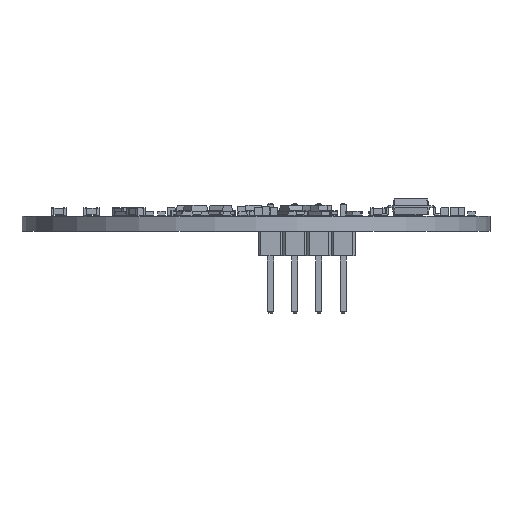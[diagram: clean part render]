
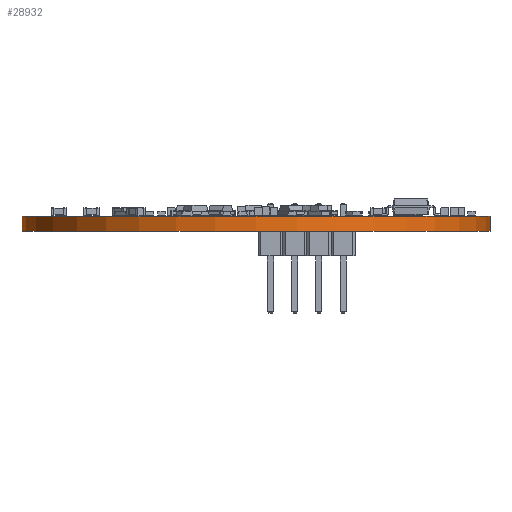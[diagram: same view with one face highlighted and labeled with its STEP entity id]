
A CAD part, front view. The second image highlights one B-rep face of the part: STEP entity #28932.
In plain terms, the highlighted cylindrical face has radius 24.558 mm (diameter 49.117 mm), a full revolution.
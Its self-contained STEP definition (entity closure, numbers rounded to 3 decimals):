
#28932 = ADVANCED_FACE('',(#28933),#28947,.T.);
#28933 = FACE_BOUND('',#28934,.F.);
#28934 = EDGE_LOOP('',(#28935,#28965,#28992,#28993));
#28935 = ORIENTED_EDGE('',*,*,#28936,.T.);
#28936 = EDGE_CURVE('',#28937,#28939,#28941,.T.);
#28937 = VERTEX_POINT('',#28938);
#28938 = CARTESIAN_POINT('',(24.812,0.508,0.));
#28939 = VERTEX_POINT('',#28940);
#28940 = CARTESIAN_POINT('',(24.812,0.508,1.6));
#28941 = SEAM_CURVE('',#28942,(#28946,#28958),.PCURVE_S1.);
#28942 = LINE('',#28943,#28944);
#28943 = CARTESIAN_POINT('',(24.812,0.508,0.));
#28944 = VECTOR('',#28945,1.);
#28945 = DIRECTION('',(0.,0.,1.));
#28946 = PCURVE('',#28947,#28952);
#28947 = CYLINDRICAL_SURFACE('',#28948,24.558);
#28948 = AXIS2_PLACEMENT_3D('',#28949,#28950,#28951);
#28949 = CARTESIAN_POINT('',(0.254,0.508,0.));
#28950 = DIRECTION('',(-0.,-0.,-1.));
#28951 = DIRECTION('',(1.,0.,-0.));
#28952 = DEFINITIONAL_REPRESENTATION('',(#28953),#28957);
#28953 = LINE('',#28954,#28955);
#28954 = CARTESIAN_POINT('',(-0.,0.));
#28955 = VECTOR('',#28956,1.);
#28956 = DIRECTION('',(-0.,-1.));
#28957 = ( GEOMETRIC_REPRESENTATION_CONTEXT(2) 
PARAMETRIC_REPRESENTATION_CONTEXT() REPRESENTATION_CONTEXT('2D SPACE',''
  ) );
#28958 = PCURVE('',#28947,#28959);
#28959 = DEFINITIONAL_REPRESENTATION('',(#28960),#28964);
#28960 = LINE('',#28961,#28962);
#28961 = CARTESIAN_POINT('',(-6.283,0.));
#28962 = VECTOR('',#28963,1.);
#28963 = DIRECTION('',(-0.,-1.));
#28964 = ( GEOMETRIC_REPRESENTATION_CONTEXT(2) 
PARAMETRIC_REPRESENTATION_CONTEXT() REPRESENTATION_CONTEXT('2D SPACE',''
  ) );
#28965 = ORIENTED_EDGE('',*,*,#28966,.T.);
#28966 = EDGE_CURVE('',#28939,#28939,#28967,.T.);
#28967 = SURFACE_CURVE('',#28968,(#28973,#28980),.PCURVE_S1.);
#28968 = CIRCLE('',#28969,24.558);
#28969 = AXIS2_PLACEMENT_3D('',#28970,#28971,#28972);
#28970 = CARTESIAN_POINT('',(0.254,0.508,1.6));
#28971 = DIRECTION('',(0.,0.,1.));
#28972 = DIRECTION('',(1.,0.,-0.));
#28973 = PCURVE('',#28947,#28974);
#28974 = DEFINITIONAL_REPRESENTATION('',(#28975),#28979);
#28975 = LINE('',#28976,#28977);
#28976 = CARTESIAN_POINT('',(-0.,-1.6));
#28977 = VECTOR('',#28978,1.);
#28978 = DIRECTION('',(-1.,0.));
#28979 = ( GEOMETRIC_REPRESENTATION_CONTEXT(2) 
PARAMETRIC_REPRESENTATION_CONTEXT() REPRESENTATION_CONTEXT('2D SPACE',''
  ) );
#28980 = PCURVE('',#28981,#28986);
#28981 = PLANE('',#28982);
#28982 = AXIS2_PLACEMENT_3D('',#28983,#28984,#28985);
#28983 = CARTESIAN_POINT('',(0.254,0.508,1.6));
#28984 = DIRECTION('',(0.,0.,1.));
#28985 = DIRECTION('',(1.,0.,-0.));
#28986 = DEFINITIONAL_REPRESENTATION('',(#28987),#28991);
#28987 = CIRCLE('',#28988,24.558);
#28988 = AXIS2_PLACEMENT_2D('',#28989,#28990);
#28989 = CARTESIAN_POINT('',(0.,0.));
#28990 = DIRECTION('',(1.,0.));
#28991 = ( GEOMETRIC_REPRESENTATION_CONTEXT(2) 
PARAMETRIC_REPRESENTATION_CONTEXT() REPRESENTATION_CONTEXT('2D SPACE',''
  ) );
#28992 = ORIENTED_EDGE('',*,*,#28936,.F.);
#28993 = ORIENTED_EDGE('',*,*,#28994,.F.);
#28994 = EDGE_CURVE('',#28937,#28937,#28995,.T.);
#28995 = SURFACE_CURVE('',#28996,(#29001,#29008),.PCURVE_S1.);
#28996 = CIRCLE('',#28997,24.558);
#28997 = AXIS2_PLACEMENT_3D('',#28998,#28999,#29000);
#28998 = CARTESIAN_POINT('',(0.254,0.508,0.));
#28999 = DIRECTION('',(0.,0.,1.));
#29000 = DIRECTION('',(1.,0.,-0.));
#29001 = PCURVE('',#28947,#29002);
#29002 = DEFINITIONAL_REPRESENTATION('',(#29003),#29007);
#29003 = LINE('',#29004,#29005);
#29004 = CARTESIAN_POINT('',(-0.,0.));
#29005 = VECTOR('',#29006,1.);
#29006 = DIRECTION('',(-1.,0.));
#29007 = ( GEOMETRIC_REPRESENTATION_CONTEXT(2) 
PARAMETRIC_REPRESENTATION_CONTEXT() REPRESENTATION_CONTEXT('2D SPACE',''
  ) );
#29008 = PCURVE('',#29009,#29014);
#29009 = PLANE('',#29010);
#29010 = AXIS2_PLACEMENT_3D('',#29011,#29012,#29013);
#29011 = CARTESIAN_POINT('',(0.254,0.508,0.));
#29012 = DIRECTION('',(0.,0.,1.));
#29013 = DIRECTION('',(1.,0.,-0.));
#29014 = DEFINITIONAL_REPRESENTATION('',(#29015),#29019);
#29015 = CIRCLE('',#29016,24.558);
#29016 = AXIS2_PLACEMENT_2D('',#29017,#29018);
#29017 = CARTESIAN_POINT('',(0.,0.));
#29018 = DIRECTION('',(1.,0.));
#29019 = ( GEOMETRIC_REPRESENTATION_CONTEXT(2) 
PARAMETRIC_REPRESENTATION_CONTEXT() REPRESENTATION_CONTEXT('2D SPACE',''
  ) );
